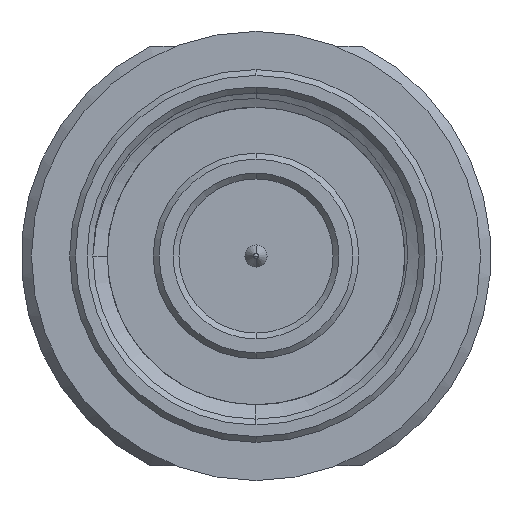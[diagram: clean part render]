
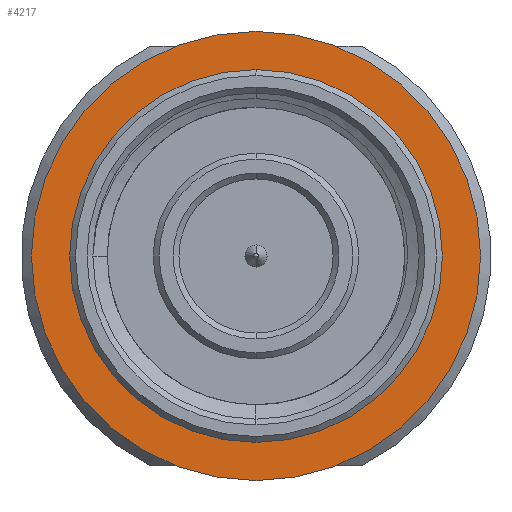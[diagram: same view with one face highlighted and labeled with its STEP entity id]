
A CAD part, left-side view. The second image highlights one B-rep face of the part: STEP entity #4217.
In plain terms, the highlighted planar face has unit normal (-1, 0, 0).
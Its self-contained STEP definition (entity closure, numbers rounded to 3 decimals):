
#302 = ORIENTED_EDGE ( 'NONE', *, *, #8406, .T. ) ;
#967 = DIRECTION ( 'NONE',  ( 0., 0., 1. ) ) ;
#968 = DIRECTION ( 'NONE',  ( -1., 0., 0. ) ) ;
#1412 = EDGE_CURVE ( 'NONE', #7349, #3568, #9080, .T. ) ;
#1810 = FACE_BOUND ( 'NONE', #4026, .T. ) ;
#1960 = CARTESIAN_POINT ( 'NONE',  ( 1.5, 6.35, 0. ) ) ;
#2163 = AXIS2_PLACEMENT_3D ( 'NONE', #6975, #7716, #967 ) ;
#2543 = CIRCLE ( 'NONE', #2698, 7.65 ) ;
#2545 = ORIENTED_EDGE ( 'NONE', *, *, #1412, .F. ) ;
#2663 = VERTEX_POINT ( 'NONE', #7337 ) ;
#2698 = AXIS2_PLACEMENT_3D ( 'NONE', #2939, #5258, #7571 ) ;
#2731 = DIRECTION ( 'NONE',  ( -1., 0., 0. ) ) ;
#2939 = CARTESIAN_POINT ( 'NONE',  ( 1.5, 0., 0. ) ) ;
#3376 = DIRECTION ( 'NONE',  ( 1., 0., 0. ) ) ;
#3515 = DIRECTION ( 'NONE',  ( 0., 0., 1. ) ) ;
#3568 = VERTEX_POINT ( 'NONE', #5389 ) ;
#3808 = CARTESIAN_POINT ( 'NONE',  ( 1.5, 0., 0. ) ) ;
#4026 = EDGE_LOOP ( 'NONE', ( #5070, #2545 ) ) ;
#4217 = ADVANCED_FACE ( 'NONE', ( #1810, #6354 ), #9388, .F. ) ;
#4564 = VERTEX_POINT ( 'NONE', #6144 ) ;
#4808 = EDGE_CURVE ( 'NONE', #3568, #7349, #7188, .T. ) ;
#4811 = AXIS2_PLACEMENT_3D ( 'NONE', #3808, #968, #6976 ) ;
#4857 = ORIENTED_EDGE ( 'NONE', *, *, #6317, .T. ) ;
#4895 = CARTESIAN_POINT ( 'NONE',  ( 1.5, 0., -6.35 ) ) ;
#5070 = ORIENTED_EDGE ( 'NONE', *, *, #4808, .F. ) ;
#5258 = DIRECTION ( 'NONE',  ( -1., 0., 0. ) ) ;
#5389 = CARTESIAN_POINT ( 'NONE',  ( 1.5, 0., 6.35 ) ) ;
#6144 = CARTESIAN_POINT ( 'NONE',  ( 1.5, 0., -7.65 ) ) ;
#6304 = DIRECTION ( 'NONE',  ( 0., 0., -1. ) ) ;
#6317 = EDGE_CURVE ( 'NONE', #2663, #4564, #8794, .T. ) ;
#6354 = FACE_OUTER_BOUND ( 'NONE', #7310, .T. ) ;
#6975 = CARTESIAN_POINT ( 'NONE',  ( 1.5, 0., 0. ) ) ;
#6976 = DIRECTION ( 'NONE',  ( 0., 0., 1. ) ) ;
#7188 = CIRCLE ( 'NONE', #7982, 6.35 ) ;
#7310 = EDGE_LOOP ( 'NONE', ( #4857, #302 ) ) ;
#7337 = CARTESIAN_POINT ( 'NONE',  ( 1.5, 0., 7.65 ) ) ;
#7349 = VERTEX_POINT ( 'NONE', #4895 ) ;
#7571 = DIRECTION ( 'NONE',  ( 0., 0., 1. ) ) ;
#7716 = DIRECTION ( 'NONE',  ( -1., 0., 0. ) ) ;
#7982 = AXIS2_PLACEMENT_3D ( 'NONE', #9520, #2731, #3515 ) ;
#8406 = EDGE_CURVE ( 'NONE', #4564, #2663, #2543, .T. ) ;
#8794 = CIRCLE ( 'NONE', #2163, 7.65 ) ;
#8937 = AXIS2_PLACEMENT_3D ( 'NONE', #1960, #3376, #6304 ) ;
#9080 = CIRCLE ( 'NONE', #4811, 6.35 ) ;
#9388 = PLANE ( 'NONE',  #8937 ) ;
#9520 = CARTESIAN_POINT ( 'NONE',  ( 1.5, 0., 0. ) ) ;
